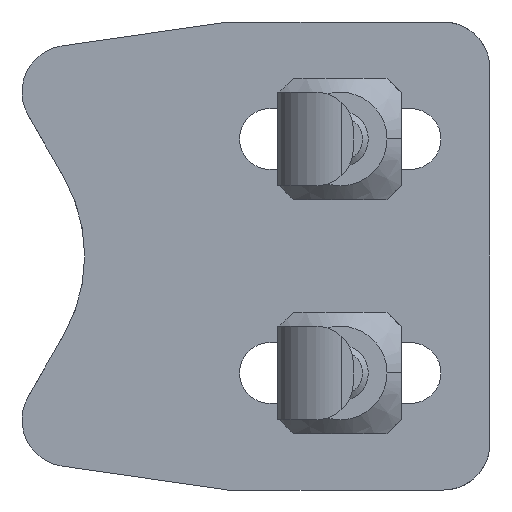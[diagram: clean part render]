
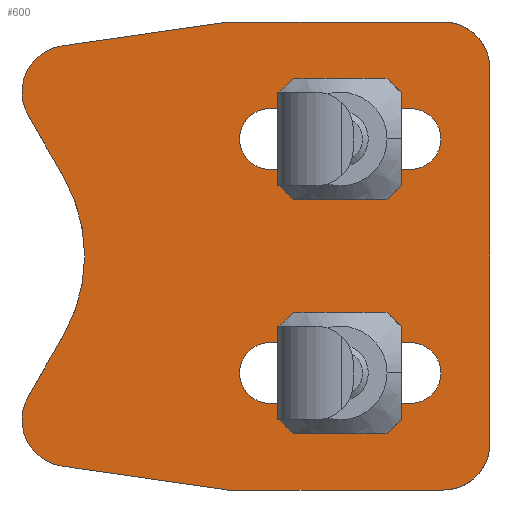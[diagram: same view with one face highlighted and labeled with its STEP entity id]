
A CAD part, left-side view. The second image highlights one B-rep face of the part: STEP entity #600.
In plain terms, the highlighted planar face has unit normal (-1, 0, 0).
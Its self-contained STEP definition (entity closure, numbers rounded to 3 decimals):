
#600=ADVANCED_FACE('',(#1124,#1125,#1126),#1127,.F.);
#1124=FACE_BOUND('',#1609,.T.);
#1125=FACE_BOUND('',#1610,.T.);
#1126=FACE_OUTER_BOUND('',#1611,.T.);
#1127=PLANE('',#1612);
#1609=EDGE_LOOP('',(#2933,#2934,#2935,#2936));
#1610=EDGE_LOOP('',(#2937,#2938,#2939,#2940));
#1611=EDGE_LOOP('',(#2941,#2942,#2943,#2944,#2945,#2946,#2947,#2948,#2949,#2950,#2951,#2952));
#1612=AXIS2_PLACEMENT_3D('',#2953,#2954,#2955);
#2933=ORIENTED_EDGE('',*,*,#3453,.T.);
#2934=ORIENTED_EDGE('',*,*,#3461,.T.);
#2935=ORIENTED_EDGE('',*,*,#3463,.T.);
#2936=ORIENTED_EDGE('',*,*,#3449,.T.);
#2937=ORIENTED_EDGE('',*,*,#3458,.T.);
#2938=ORIENTED_EDGE('',*,*,#3425,.T.);
#2939=ORIENTED_EDGE('',*,*,#3429,.T.);
#2940=ORIENTED_EDGE('',*,*,#3456,.T.);
#2941=ORIENTED_EDGE('',*,*,#3352,.F.);
#2942=ORIENTED_EDGE('',*,*,#3404,.T.);
#2943=ORIENTED_EDGE('',*,*,#3471,.T.);
#2944=ORIENTED_EDGE('',*,*,#3474,.F.);
#2945=ORIENTED_EDGE('',*,*,#3476,.T.);
#2946=ORIENTED_EDGE('',*,*,#3398,.F.);
#2947=ORIENTED_EDGE('',*,*,#3478,.T.);
#2948=ORIENTED_EDGE('',*,*,#3362,.T.);
#2949=ORIENTED_EDGE('',*,*,#3337,.F.);
#2950=ORIENTED_EDGE('',*,*,#3466,.T.);
#2951=ORIENTED_EDGE('',*,*,#3468,.T.);
#2952=ORIENTED_EDGE('',*,*,#3346,.T.);
#2953=CARTESIAN_POINT('',(0.0,8.008,-12.5));
#2954=DIRECTION('',(1.0,0.0,0.0));
#2955=DIRECTION('',(0.0,0.0,-1.0));
#3337=EDGE_CURVE('',#4029,#4031,#4032,.T.);
#3346=EDGE_CURVE('',#4045,#4043,#4046,.T.);
#3352=EDGE_CURVE('',#4053,#4043,#4055,.T.);
#3362=EDGE_CURVE('',#4067,#4031,#4068,.T.);
#3398=EDGE_CURVE('',#4123,#4125,#4126,.T.);
#3404=EDGE_CURVE('',#4053,#4133,#4134,.T.);
#3425=EDGE_CURVE('',#4164,#4162,#4165,.T.);
#3429=EDGE_CURVE('',#4162,#4168,#4170,.T.);
#3449=EDGE_CURVE('',#4199,#4197,#4200,.T.);
#3453=EDGE_CURVE('',#4197,#4203,#4205,.T.);
#3456=EDGE_CURVE('',#4168,#4207,#4209,.T.);
#3458=EDGE_CURVE('',#4207,#4164,#4211,.T.);
#3461=EDGE_CURVE('',#4203,#4213,#4215,.T.);
#3463=EDGE_CURVE('',#4213,#4199,#4217,.T.);
#3466=EDGE_CURVE('',#4029,#4219,#4221,.T.);
#3468=EDGE_CURVE('',#4219,#4045,#4223,.T.);
#3471=EDGE_CURVE('',#4133,#4225,#4227,.T.);
#3474=EDGE_CURVE('',#4229,#4225,#4231,.T.);
#3476=EDGE_CURVE('',#4229,#4125,#4233,.T.);
#3478=EDGE_CURVE('',#4123,#4067,#4235,.T.);
#4029=VERTEX_POINT('',#5196);
#4031=VERTEX_POINT('',#5199);
#4032=CIRCLE('',#5200,5.);
#4043=VERTEX_POINT('',#5214);
#4045=VERTEX_POINT('',#5217);
#4046=LINE('',#5218,#5219);
#4053=VERTEX_POINT('',#5236);
#4055=CIRCLE('',#5239,5.);
#4067=VERTEX_POINT('',#6198);
#4068=LINE('',#6199,#6200);
#4123=VERTEX_POINT('',#6388);
#4125=VERTEX_POINT('',#6391);
#4126=CIRCLE('',#6392,5.);
#4133=VERTEX_POINT('',#6401);
#4134=LINE('',#6402,#6403);
#4162=VERTEX_POINT('',#6440);
#4164=VERTEX_POINT('',#6443);
#4165=CIRCLE('',#6444,3.25);
#4168=VERTEX_POINT('',#6448);
#4170=LINE('',#6451,#6452);
#4197=VERTEX_POINT('',#6487);
#4199=VERTEX_POINT('',#6490);
#4200=CIRCLE('',#6491,3.25);
#4203=VERTEX_POINT('',#6495);
#4205=LINE('',#6498,#6499);
#4207=VERTEX_POINT('',#6501);
#4209=CIRCLE('',#6504,3.25);
#4211=LINE('',#6506,#6507);
#4213=VERTEX_POINT('',#6509);
#4215=CIRCLE('',#6512,3.25);
#4217=LINE('',#6514,#6515);
#4219=VERTEX_POINT('',#6517);
#4221=LINE('',#6520,#6521);
#4223=CIRCLE('',#6523,17.);
#4225=VERTEX_POINT('',#6525);
#4227=LINE('',#6528,#6529);
#4229=VERTEX_POINT('',#6531);
#4231=CIRCLE('',#6534,5.);
#4233=LINE('',#6536,#6537);
#4235=LINE('',#6539,#6540);
#5196=CARTESIAN_POINT('',(0.0,33.33,2.5));
#5199=CARTESIAN_POINT('',(0.0,29.713,9.949));
#5200=AXIS2_PLACEMENT_3D('',#6971,#6972,#6973);
#5214=CARTESIAN_POINT('',(0.0,33.33,-27.5));
#5217=CARTESIAN_POINT('',(0.0,29.577,-21.));
#5218=CARTESIAN_POINT('',(0.0,29.577,-21.0));
#5219=VECTOR('',#6984,1.0);
#5236=CARTESIAN_POINT('',(0.0,29.713,-34.949));
#5239=AXIS2_PLACEMENT_3D('',#6990,#6991,#6992);
#6198=CARTESIAN_POINT('',(0.0,12.0,12.5));
#6199=CARTESIAN_POINT('',(0.0,12.0,12.5));
#6200=VECTOR('',#6996,1.0);
#6388=CARTESIAN_POINT('',(0.0,-11.0,12.5));
#6391=CARTESIAN_POINT('',(0.0,-16.0,7.5));
#6392=AXIS2_PLACEMENT_3D('',#7033,#7034,#7035);
#6401=CARTESIAN_POINT('',(0.0,12.0,-37.5));
#6402=CARTESIAN_POINT('',(0.0,29.713,-34.949));
#6403=VECTOR('',#7041,1.0);
#6440=CARTESIAN_POINT('',(0.0,7.5,-21.75));
#6443=CARTESIAN_POINT('',(0.0,7.5,-28.25));
#6444=AXIS2_PLACEMENT_3D('',#7064,#7065,#7066);
#6448=CARTESIAN_POINT('',(0.0,-7.5,-21.75));
#6451=CARTESIAN_POINT('',(0.0,4.004,-21.75));
#6452=VECTOR('',#7069,1.0);
#6487=CARTESIAN_POINT('',(0.0,7.5,3.25));
#6490=CARTESIAN_POINT('',(0.0,7.5,-3.25));
#6491=AXIS2_PLACEMENT_3D('',#7091,#7092,#7093);
#6495=CARTESIAN_POINT('',(0.0,-7.5,3.25));
#6498=CARTESIAN_POINT('',(0.0,4.004,3.25));
#6499=VECTOR('',#7096,1.0);
#6501=CARTESIAN_POINT('',(0.0,-7.5,-28.25));
#6504=AXIS2_PLACEMENT_3D('',#7098,#7099,#7100);
#6506=CARTESIAN_POINT('',(0.0,4.004,-28.25));
#6507=VECTOR('',#7101,1.0);
#6509=CARTESIAN_POINT('',(0.0,-7.5,-3.25));
#6512=AXIS2_PLACEMENT_3D('',#7103,#7104,#7105);
#6514=CARTESIAN_POINT('',(0.0,4.004,-3.25));
#6515=VECTOR('',#7106,1.0);
#6517=CARTESIAN_POINT('',(0.0,29.577,-4.0));
#6520=CARTESIAN_POINT('',(0.0,33.33,2.5));
#6521=VECTOR('',#7108,1.0);
#6523=AXIS2_PLACEMENT_3D('',#7109,#7110,#7111);
#6525=CARTESIAN_POINT('',(0.0,-11.0,-37.5));
#6528=CARTESIAN_POINT('',(0.0,12.0,-37.5));
#6529=VECTOR('',#7113,1.0);
#6531=CARTESIAN_POINT('',(0.0,-16.0,-32.5));
#6534=AXIS2_PLACEMENT_3D('',#7115,#7116,#7117);
#6536=CARTESIAN_POINT('',(0.0,-16.0,-32.5));
#6537=VECTOR('',#7118,1.0);
#6539=CARTESIAN_POINT('',(0.0,-11.0,12.5));
#6540=VECTOR('',#7119,1.0);
#6971=CARTESIAN_POINT('',(0.0,29.,5.));
#6972=DIRECTION('',(1.0,0.0,0.0));
#6973=DIRECTION('',(0.0,0.866,-0.5));
#6984=DIRECTION('',(0.0,0.5,-0.866));
#6990=CARTESIAN_POINT('',(0.0,29.,-30.));
#6991=DIRECTION('',(1.0,0.0,0.0));
#6992=DIRECTION('',(0.0,0.143,-0.99));
#6996=DIRECTION('',(0.0,0.99,-0.143));
#7033=CARTESIAN_POINT('',(0.0,-11.,7.5));
#7034=DIRECTION('',(1.0,0.0,-0.0));
#7035=DIRECTION('',(0.0,0.,1.0));
#7041=DIRECTION('',(0.0,-0.99,-0.143));
#7064=CARTESIAN_POINT('',(0.0,7.5,-25.0));
#7065=DIRECTION('',(1.0,0.0,0.0));
#7066=DIRECTION('',(0.0,0.0,-1.0));
#7069=DIRECTION('',(0.0,-1.0,0.0));
#7091=CARTESIAN_POINT('',(0.0,7.5,0.0));
#7092=DIRECTION('',(1.0,0.0,0.0));
#7093=DIRECTION('',(0.0,0.0,-1.0));
#7096=DIRECTION('',(0.0,-1.0,0.0));
#7098=CARTESIAN_POINT('',(0.0,-7.5,-25.0));
#7099=DIRECTION('',(1.0,0.0,-0.0));
#7100=DIRECTION('',(0.0,0.,1.0));
#7101=DIRECTION('',(-0.0,1.0,0.0));
#7103=CARTESIAN_POINT('',(0.0,-7.5,0.));
#7104=DIRECTION('',(1.0,0.0,-0.0));
#7105=DIRECTION('',(0.0,0.,1.0));
#7106=DIRECTION('',(-0.0,1.0,0.0));
#7108=DIRECTION('',(0.0,-0.5,-0.866));
#7109=CARTESIAN_POINT('',(0.0,44.3,-12.5));
#7110=DIRECTION('',(1.0,0.0,0.0));
#7111=DIRECTION('',(0.0,-0.866,0.5));
#7113=DIRECTION('',(0.0,-1.0,0.0));
#7115=CARTESIAN_POINT('',(0.0,-11.,-32.5));
#7116=DIRECTION('',(1.0,0.0,0.0));
#7117=DIRECTION('',(0.0,-1.0,0.));
#7118=DIRECTION('',(0.0,0.0,1.0));
#7119=DIRECTION('',(0.0,1.0,0.0));
